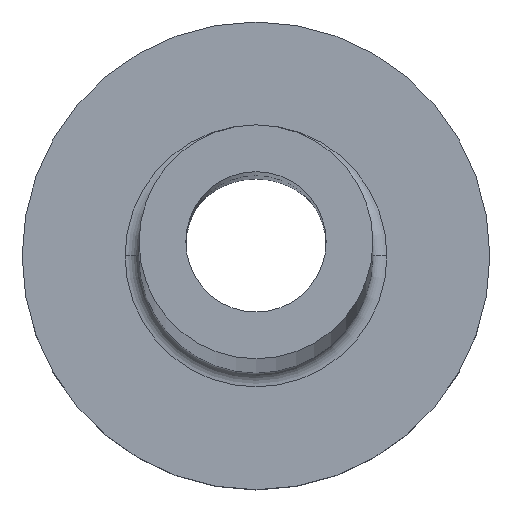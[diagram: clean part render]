
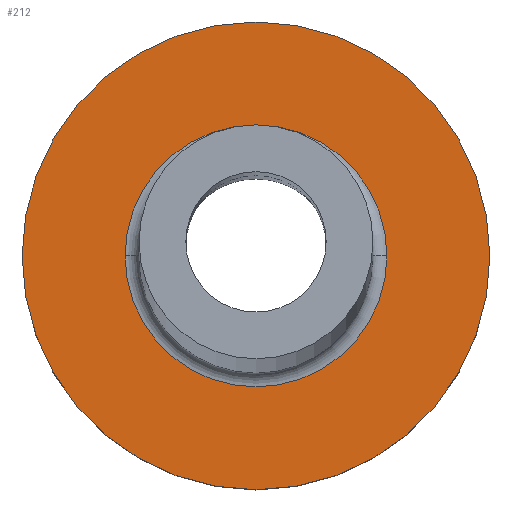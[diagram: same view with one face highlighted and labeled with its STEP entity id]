
A CAD part, top view. The second image highlights one B-rep face of the part: STEP entity #212.
In plain terms, the highlighted planar face has unit normal (0, 0, 1).
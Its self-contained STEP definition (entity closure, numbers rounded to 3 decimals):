
#4 = ORIENTED_EDGE ( 'NONE', *, *, #217, .T. ) ;
#11 = ORIENTED_EDGE ( 'NONE', *, *, #56, .T. ) ;
#16 = PLANE ( 'NONE',  #133 ) ;
#27 = CARTESIAN_POINT ( 'NONE',  ( 2.8, 0., 3. ) ) ;
#35 = CARTESIAN_POINT ( 'NONE',  ( 0., 0., 3. ) ) ;
#50 = AXIS2_PLACEMENT_3D ( 'NONE', #309, #419, #166 ) ;
#54 = CARTESIAN_POINT ( 'NONE',  ( 0., 0., 3. ) ) ;
#56 = EDGE_CURVE ( 'NONE', #147, #442, #347, .T. ) ;
#88 = DIRECTION ( 'NONE',  ( 0., 0., -1. ) ) ;
#94 = AXIS2_PLACEMENT_3D ( 'NONE', #238, #88, #308 ) ;
#133 = AXIS2_PLACEMENT_3D ( 'NONE', #159, #301, #264 ) ;
#144 = EDGE_CURVE ( 'NONE', #160, #424, #203, .T. ) ;
#147 = VERTEX_POINT ( 'NONE', #373 ) ;
#159 = CARTESIAN_POINT ( 'NONE',  ( 0., 0., 3. ) ) ;
#160 = VERTEX_POINT ( 'NONE', #184 ) ;
#166 = DIRECTION ( 'NONE',  ( 1., 0., 0. ) ) ;
#170 = ORIENTED_EDGE ( 'NONE', *, *, #144, .T. ) ;
#179 = CIRCLE ( 'NONE', #94, 2.8 ) ;
#182 = CARTESIAN_POINT ( 'NONE',  ( -5., 0., 3. ) ) ;
#184 = CARTESIAN_POINT ( 'NONE',  ( -2.8, 0., 3. ) ) ;
#189 = AXIS2_PLACEMENT_3D ( 'NONE', #35, #332, #232 ) ;
#195 = FACE_BOUND ( 'NONE', #334, .T. ) ;
#200 = DIRECTION ( 'NONE',  ( 0., 0., 1. ) ) ;
#203 = CIRCLE ( 'NONE', #189, 2.8 ) ;
#206 = CIRCLE ( 'NONE', #50, 5. ) ;
#212 = ADVANCED_FACE ( 'NONE', ( #195, #335 ), #16, .T. ) ;
#217 = EDGE_CURVE ( 'NONE', #424, #160, #179, .T. ) ;
#232 = DIRECTION ( 'NONE',  ( 1., 0., 0. ) ) ;
#238 = CARTESIAN_POINT ( 'NONE',  ( 0., 0., 3. ) ) ;
#253 = EDGE_LOOP ( 'NONE', ( #405, #11 ) ) ;
#264 = DIRECTION ( 'NONE',  ( 1., 0., 0. ) ) ;
#269 = DIRECTION ( 'NONE',  ( 1., 0., 0. ) ) ;
#288 = AXIS2_PLACEMENT_3D ( 'NONE', #54, #200, #269 ) ;
#301 = DIRECTION ( 'NONE',  ( 0., 0., 1. ) ) ;
#308 = DIRECTION ( 'NONE',  ( 1., 0., 0. ) ) ;
#309 = CARTESIAN_POINT ( 'NONE',  ( 0., 0., 3. ) ) ;
#332 = DIRECTION ( 'NONE',  ( 0., 0., -1. ) ) ;
#334 = EDGE_LOOP ( 'NONE', ( #4, #170 ) ) ;
#335 = FACE_OUTER_BOUND ( 'NONE', #253, .T. ) ;
#347 = CIRCLE ( 'NONE', #288, 5. ) ;
#373 = CARTESIAN_POINT ( 'NONE',  ( 5., 0., 3. ) ) ;
#405 = ORIENTED_EDGE ( 'NONE', *, *, #422, .T. ) ;
#419 = DIRECTION ( 'NONE',  ( 0., 0., 1. ) ) ;
#422 = EDGE_CURVE ( 'NONE', #442, #147, #206, .T. ) ;
#424 = VERTEX_POINT ( 'NONE', #27 ) ;
#442 = VERTEX_POINT ( 'NONE', #182 ) ;
